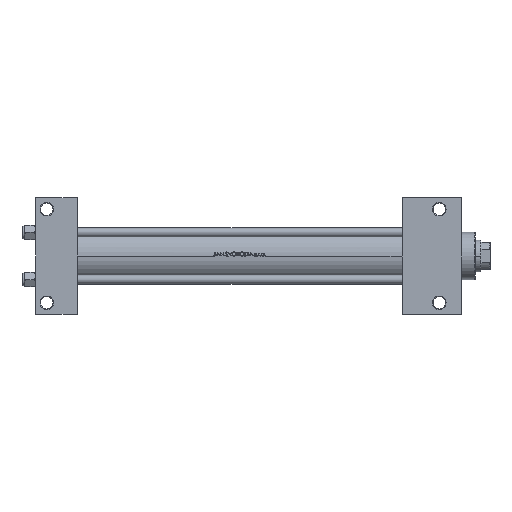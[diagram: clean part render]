
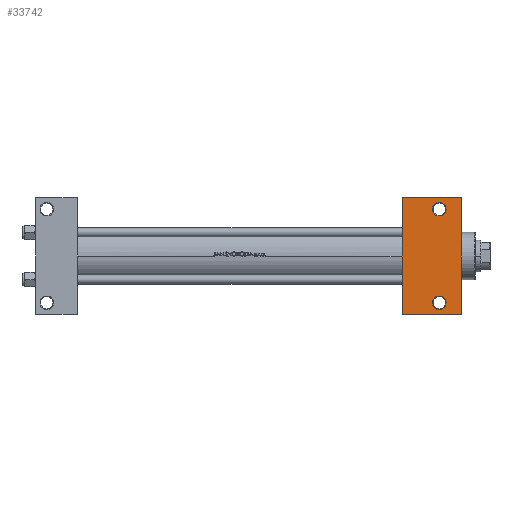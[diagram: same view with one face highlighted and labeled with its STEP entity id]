
A CAD part, front view. The second image highlights one B-rep face of the part: STEP entity #33742.
In plain terms, the highlighted face is planar.
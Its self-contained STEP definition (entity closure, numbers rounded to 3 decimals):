
#179 = EDGE_CURVE ( 'NONE', #48028, #8208, #34236, .T. ) ;
#1146 = DIRECTION ( 'NONE',  ( 0., -1., 0. ) ) ;
#1155 = VERTEX_POINT ( 'NONE', #21526 ) ;
#3070 = EDGE_CURVE ( 'NONE', #49141, #9239, #27913, .T. ) ;
#3775 = VERTEX_POINT ( 'NONE', #36009 ) ;
#3845 = DIRECTION ( 'NONE',  ( 0., 0., 1. ) ) ;
#3911 = CARTESIAN_POINT ( 'NONE',  ( 325., 30., -30. ) ) ;
#4096 = DIRECTION ( 'NONE',  ( -1., 0., 0. ) ) ;
#4610 = EDGE_CURVE ( 'NONE', #3775, #25178, #18338, .T. ) ;
#4785 = EDGE_CURVE ( 'NONE', #25178, #3775, #21550, .T. ) ;
#4874 = DIRECTION ( 'NONE',  ( 0., 1., 0. ) ) ;
#5426 = ORIENTED_EDGE ( 'NONE', *, *, #4610, .T. ) ;
#5520 = AXIS2_PLACEMENT_3D ( 'NONE', #24035, #23785, #39103 ) ;
#6575 = ORIENTED_EDGE ( 'NONE', *, *, #4785, .T. ) ;
#6668 = FACE_BOUND ( 'NONE', #26057, .T. ) ;
#6773 = LINE ( 'NONE', #22079, #8321 ) ;
#7226 = CARTESIAN_POINT ( 'NONE',  ( 325., 51.5, -30. ) ) ;
#7631 = DIRECTION ( 'NONE',  ( 0., 1., 0. ) ) ;
#7732 = CARTESIAN_POINT ( 'NONE',  ( 352., -41.5, -30. ) ) ;
#8208 = VERTEX_POINT ( 'NONE', #31706 ) ;
#8321 = VECTOR ( 'NONE', #21585, 1000. ) ;
#9239 = VERTEX_POINT ( 'NONE', #24356 ) ;
#9354 = VECTOR ( 'NONE', #4096, 1000. ) ;
#10780 = EDGE_CURVE ( 'NONE', #49141, #8208, #38814, .T. ) ;
#12922 = ORIENTED_EDGE ( 'NONE', *, *, #29001, .T. ) ;
#15307 = EDGE_LOOP ( 'NONE', ( #19690, #12922 ) ) ;
#15330 = CARTESIAN_POINT ( 'NONE',  ( 358., -41.5, -30. ) ) ;
#18338 = CIRCLE ( 'NONE', #35176, 6. ) ;
#19156 = CARTESIAN_POINT ( 'NONE',  ( 325., -51.5, -30. ) ) ;
#19690 = ORIENTED_EDGE ( 'NONE', *, *, #35572, .T. ) ;
#19905 = EDGE_LOOP ( 'NONE', ( #33930, #37789, #35583, #42754 ) ) ;
#19949 = CIRCLE ( 'NONE', #5520, 6. ) ;
#19970 = EDGE_CURVE ( 'NONE', #9239, #48028, #6773, .T. ) ;
#21526 = CARTESIAN_POINT ( 'NONE',  ( 352., 41.5, -30. ) ) ;
#21550 = CIRCLE ( 'NONE', #46419, 6. ) ;
#21585 = DIRECTION ( 'NONE',  ( 0., -1., 0. ) ) ;
#21979 = FACE_OUTER_BOUND ( 'NONE', #19905, .T. ) ;
#22079 = CARTESIAN_POINT ( 'NONE',  ( 378., 30., -30. ) ) ;
#23449 = DIRECTION ( 'NONE',  ( 0., 0., -1. ) ) ;
#23785 = DIRECTION ( 'NONE',  ( 0., 0., 1. ) ) ;
#23976 = DIRECTION ( 'NONE',  ( 0., 1., 0. ) ) ;
#24035 = CARTESIAN_POINT ( 'NONE',  ( 358., 41.5, -30. ) ) ;
#24356 = CARTESIAN_POINT ( 'NONE',  ( 378., 51.5, -30. ) ) ;
#25178 = VERTEX_POINT ( 'NONE', #7732 ) ;
#26057 = EDGE_LOOP ( 'NONE', ( #6575, #5426 ) ) ;
#27913 = LINE ( 'NONE', #35941, #43920 ) ;
#29001 = EDGE_CURVE ( 'NONE', #33725, #1155, #19949, .T. ) ;
#30648 = DIRECTION ( 'NONE',  ( 0., 0., 1. ) ) ;
#31706 = CARTESIAN_POINT ( 'NONE',  ( 325., -51.5, -30. ) ) ;
#31764 = CARTESIAN_POINT ( 'NONE',  ( 358., -41.5, -30. ) ) ;
#33725 = VERTEX_POINT ( 'NONE', #34505 ) ;
#33742 = ADVANCED_FACE ( 'NONE', ( #41071, #6668, #21979 ), #46551, .T. ) ;
#33930 = ORIENTED_EDGE ( 'NONE', *, *, #10780, .F. ) ;
#33997 = CARTESIAN_POINT ( 'NONE',  ( 358., 41.5, -30. ) ) ;
#34236 = LINE ( 'NONE', #19156, #9354 ) ;
#34505 = CARTESIAN_POINT ( 'NONE',  ( 364., 41.5, -30. ) ) ;
#35176 = AXIS2_PLACEMENT_3D ( 'NONE', #31764, #43308, #23976 ) ;
#35572 = EDGE_CURVE ( 'NONE', #1155, #33725, #37019, .T. ) ;
#35583 = ORIENTED_EDGE ( 'NONE', *, *, #19970, .T. ) ;
#35941 = CARTESIAN_POINT ( 'NONE',  ( 325., 51.5, -30. ) ) ;
#36009 = CARTESIAN_POINT ( 'NONE',  ( 364., -41.5, -30. ) ) ;
#37019 = CIRCLE ( 'NONE', #48234, 6. ) ;
#37789 = ORIENTED_EDGE ( 'NONE', *, *, #3070, .T. ) ;
#38814 = LINE ( 'NONE', #3911, #44204 ) ;
#39103 = DIRECTION ( 'NONE',  ( 0., 1., 0. ) ) ;
#39274 = CARTESIAN_POINT ( 'NONE',  ( 378., 30., -30. ) ) ;
#39711 = DIRECTION ( 'NONE',  ( 1., 0., 0. ) ) ;
#39955 = CARTESIAN_POINT ( 'NONE',  ( 378., -51.5, -30. ) ) ;
#40964 = AXIS2_PLACEMENT_3D ( 'NONE', #39274, #23449, #4874 ) ;
#41071 = FACE_BOUND ( 'NONE', #15307, .T. ) ;
#42754 = ORIENTED_EDGE ( 'NONE', *, *, #179, .T. ) ;
#43308 = DIRECTION ( 'NONE',  ( 0., 0., 1. ) ) ;
#43920 = VECTOR ( 'NONE', #39711, 1000. ) ;
#44204 = VECTOR ( 'NONE', #1146, 1000. ) ;
#45966 = DIRECTION ( 'NONE',  ( 0., 1., 0. ) ) ;
#46419 = AXIS2_PLACEMENT_3D ( 'NONE', #15330, #30648, #45966 ) ;
#46551 = PLANE ( 'NONE',  #40964 ) ;
#48028 = VERTEX_POINT ( 'NONE', #39955 ) ;
#48234 = AXIS2_PLACEMENT_3D ( 'NONE', #33997, #3845, #7631 ) ;
#49141 = VERTEX_POINT ( 'NONE', #7226 ) ;
